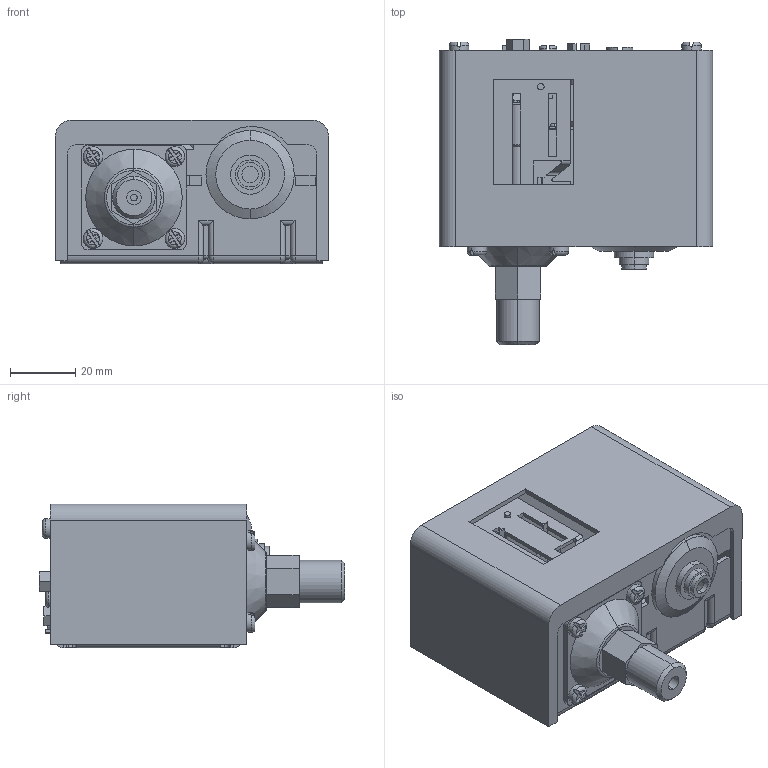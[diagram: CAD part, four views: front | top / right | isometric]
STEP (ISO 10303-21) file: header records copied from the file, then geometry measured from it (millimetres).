
FILE_DESCRIPTION (( 'STEP AP203' ), '1' );
FILE_NAME ('LF55 小压力（G1-4)装配体.STEP', '2023-05-30T07:58:15', ( '微软用户' ), ( '微软中国' ), 'SwSTEP 2.0', 'SolidWorks 2018', '' );
FILE_SCHEMA (( 'CONFIG_CONTROL_DESIGN' ));
Length unit declared in the file: millimetre
Products named in the file (17): 4.55.38.01 雄啣粣; 諉盄蹟隊; 4.55.35.01 羲擒覃誹蹟裝; 55珨极宒諉芛; 4.55.10.01 耜啣; 4.55.03.01 罩盖（中性）; 4.55.19.01 揤船硌尨啣; LF55 小压力（G1-4)装配体; 4.55.34.01 揤船蹟譫; 4.55.04.01 價釱; 4.55.41.01 諉盄誘杶; 4.55.33.01 覃揤蹟裝; 4.55.42.01 覃揤嘐隅啣; 4.55.18.01 揤薯硌尨啣; 4.55.37.01 覃揤嘐隅蹟隊; 4.55.43.01 縐銅菜え; 4.55.29.01 諉釱蹟隊
Assembly tree (22 placements, depth 2):
  LF55 小压力（G1-4)装配体
    4.55.04.01 價釱
    4.55.33.01 覃揤蹟裝
    4.55.18.01 揤薯硌尨啣
    4.55.43.01 縐銅菜え
    4.55.38.01 雄啣粣
    4.55.35.01 羲擒覃誹蹟裝
    4.55.10.01 耜啣
    4.55.19.01 揤船硌尨啣
    4.55.34.01 揤船蹟譫
    4.55.41.01 諉盄誘杶
    4.55.42.01 覃揤嘐隅啣
    4.55.37.01 覃揤嘐隅蹟隊
    4.55.29.01 諉釱蹟隊  x7
    諉盄蹟隊
    55珨极宒諉芛
    4.55.03.01 罩盖（中性）
Bounding box: 83.5 x 93.5 x 44 mm (x, y, z)
Volume: 44330.1 mm3; surface area: 61548.4 mm2
Topology: 22 solids, 22 shells, 1041 faces, 2681 edges, 1729 vertices
Faces by surface type: plane 639, cylinder 310, torus 47, cone 40, sphere 5
Entity records: 29282 total; most frequent: CARTESIAN_POINT 5026, DIRECTION 4696, ORIENTED_EDGE 4592, EDGE_CURVE 2296, VECTOR 1566, LINE 1566, AXIS2_PLACEMENT_3D 1565, VERTEX_POINT 1477
